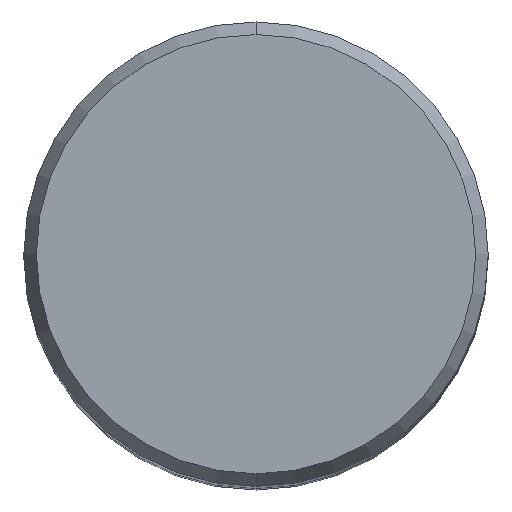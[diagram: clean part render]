
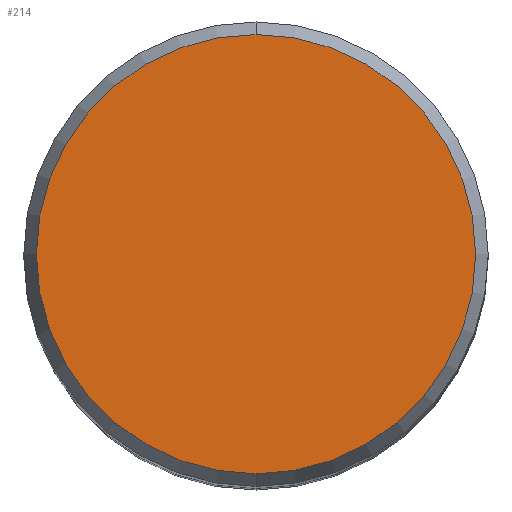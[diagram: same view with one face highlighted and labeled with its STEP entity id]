
A CAD part, top view. The second image highlights one B-rep face of the part: STEP entity #214.
In plain terms, the highlighted planar face has unit normal (0, 0, 1).
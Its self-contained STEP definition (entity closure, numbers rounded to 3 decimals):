
#214=ADVANCED_FACE('',(#552),#553,.T.);
#220=EDGE_CURVE('',#308,#334,#560,.T.);
#308=VERTEX_POINT('',#656);
#334=VERTEX_POINT('',#684);
#488=EDGE_CURVE('',#334,#308,#853,.T.);
#552=FACE_OUTER_BOUND('',#915,.T.);
#553=PLANE('',#916);
#560=CIRCLE('',#940,12.012);
#656=CARTESIAN_POINT('',(0.,-12.012,0.));
#684=CARTESIAN_POINT('',(0.0,12.012,0.));
#853=CIRCLE('',#1693,12.012);
#915=EDGE_LOOP('',(#1752,#1753));
#916=AXIS2_PLACEMENT_3D('',#1754,#1755,#1756);
#940=AXIS2_PLACEMENT_3D('',#1765,#1766,#1767);
#1693=AXIS2_PLACEMENT_3D('',#2089,#2090,#2091);
#1752=ORIENTED_EDGE('',*,*,#488,.F.);
#1753=ORIENTED_EDGE('',*,*,#220,.F.);
#1754=CARTESIAN_POINT('',(0.0,6.006,0.));
#1755=DIRECTION('',(-0.0,0.0,1.0));
#1756=DIRECTION('',(0.0,-1.0,0.0));
#1765=CARTESIAN_POINT('',(0.0,0.0,0.));
#1766=DIRECTION('',(0.0,0.0,-1.0));
#1767=DIRECTION('',(0.0,1.0,0.0));
#2089=CARTESIAN_POINT('',(0.0,0.0,0.));
#2090=DIRECTION('',(0.0,0.0,-1.0));
#2091=DIRECTION('',(0.0,1.0,0.0));
